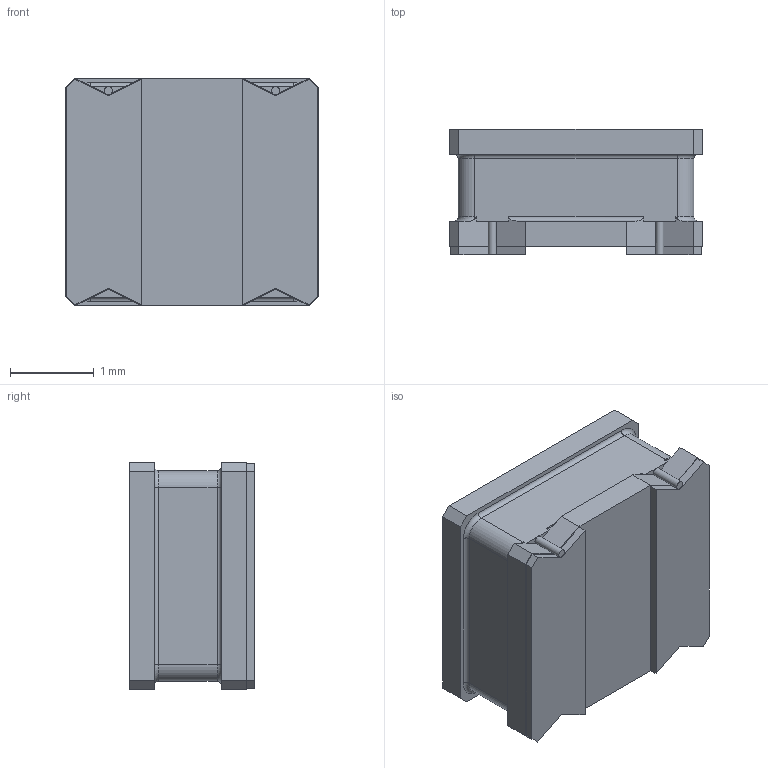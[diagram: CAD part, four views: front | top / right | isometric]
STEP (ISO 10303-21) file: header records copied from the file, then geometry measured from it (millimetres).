
FILE_DESCRIPTION(/* description */ (''),/* implementation_level */ '2;1');
FILE_NAME(/* name */ 'Inductor SRN3015 Series.step',/* time_stamp */ '2014-12-23T21:48:36+01:00',/* author */ ('Emil'),/* organization */ (''),/* preprocessor_version */ 'ST-DEVELOPER v15.6',/* originating_system */ 'Autodesk Inventor 2015',/* authorisation */ '');
FILE_SCHEMA (('AUTOMOTIVE_DESIGN { 1 0 10303 214 3 1 1 }'));
Length unit declared in the file: millimetre
Products named in the file (1): User Library-Inductor SRN3015 Series
Bounding box: 3.02 x 1.5 x 2.72 mm (x, y, z)
Volume: 10.9 mm3; surface area: 34.5 mm2
Topology: 1 solids, 1 shells, 87 faces, 226 edges, 144 vertices
Faces by surface type: plane 61, cylinder 18, torus 8
Full cylindrical faces by diameter (mm): 0.098 x2
Entity records: 2777 total; most frequent: CARTESIAN_POINT 484, ORIENTED_EDGE 448, DIRECTION 444, EDGE_CURVE 224, LINE 172, VECTOR 172, VERTEX_POINT 144, AXIS2_PLACEMENT_3D 136
